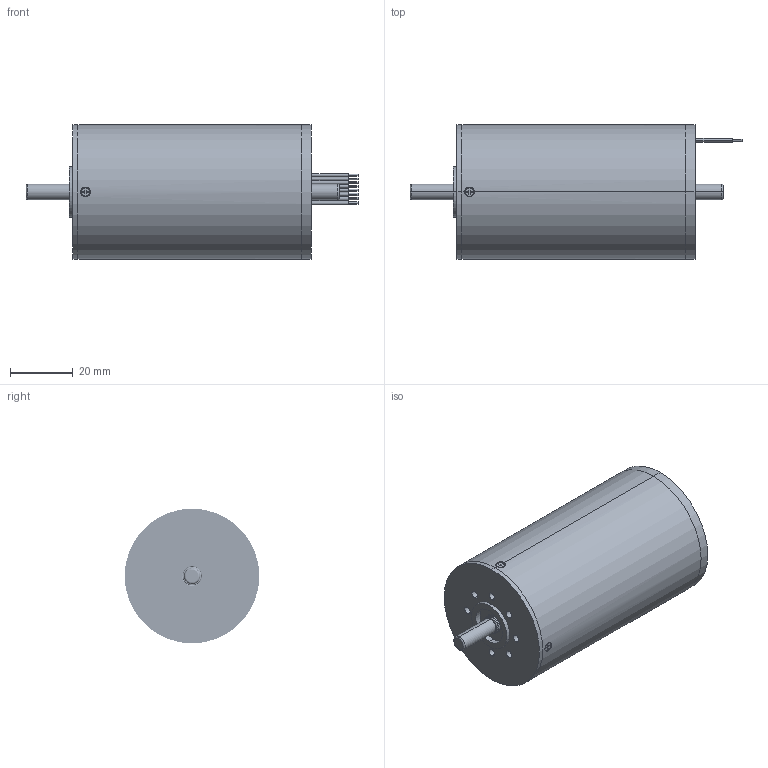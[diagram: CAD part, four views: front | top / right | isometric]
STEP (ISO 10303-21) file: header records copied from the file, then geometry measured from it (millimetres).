
FILE_DESCRIPTION (( 'STEP AP214' ), '1' );
FILE_NAME ('107007609.STEP', '2025-07-10T10:02:09', ( 'China' ), ( 'Microsoft' ), 'SwSTEP 2.0', 'SolidWorks 2025', '' );
FILE_SCHEMA (( 'AUTOMOTIVE_DESIGN' ));
Length unit declared in the file: millimetre
Products named in the file (1): 107007609
Bounding box: 106 x 43 x 43 mm (x, y, z)
Volume: 100263.7 mm3; surface area: 445508.3 mm2
Topology: 336 solids, 336 shells, 3074 faces, 6871 edges, 4524 vertices
Faces by surface type: cylinder 1797, plane 1143, torus 73, cone 38, bspline 23
Entity records: 108014 total; most frequent: CARTESIAN_POINT 33190, DIRECTION 15841, ORIENTED_EDGE 13714, EDGE_CURVE 6857, AXIS2_PLACEMENT_3D 6469, VERTEX_POINT 4524, EDGE_LOOP 3797, CIRCLE 3417
